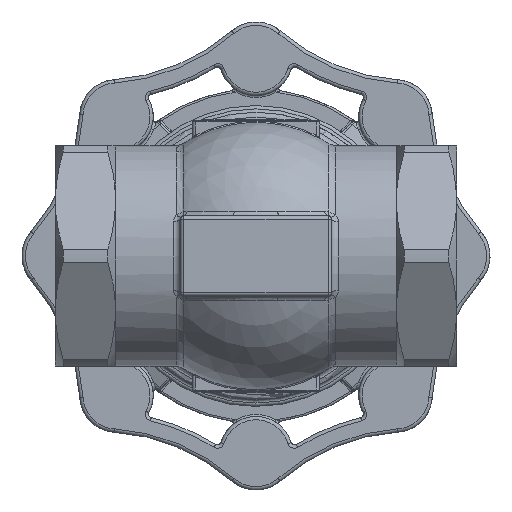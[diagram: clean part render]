
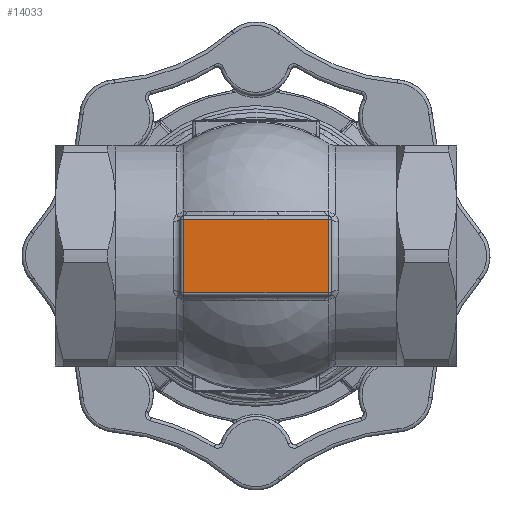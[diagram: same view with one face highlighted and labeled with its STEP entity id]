
A CAD part, front view. The second image highlights one B-rep face of the part: STEP entity #14033.
In plain terms, the highlighted planar face has unit normal (0, -1, 0).
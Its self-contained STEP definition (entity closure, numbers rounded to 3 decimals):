
#5912 = VERTEX_POINT ( 'NONE', #47238 ) ;
#5924 = VERTEX_POINT ( 'NONE', #47252 ) ;
#11305 = VECTOR ( 'NONE', #17234, 1000. ) ;
#11306 = VECTOR ( 'NONE', #17281, 1000. ) ;
#11391 = VECTOR ( 'NONE', #17802, 1000. ) ;
#11508 = VECTOR ( 'NONE', #18275, 1000. ) ;
#14033 = ADVANCED_FACE ( 'NONE', ( #65203 ), #65148, .F. ) ;
#17230 = LINE ( 'NONE', #17232, #11305 ) ;
#17232 = CARTESIAN_POINT ( 'NONE',  ( -11.303, -20., 5.5 ) ) ;
#17234 = DIRECTION ( 'NONE',  ( -1., 0., 0. ) ) ;
#17250 = CARTESIAN_POINT ( 'NONE',  ( 10.803, -20., 6. ) ) ;
#17273 = LINE ( 'NONE', #17250, #11306 ) ;
#17281 = DIRECTION ( 'NONE',  ( 0., 0., 1. ) ) ;
#17799 = LINE ( 'NONE', #17801, #11391 ) ;
#17801 = CARTESIAN_POINT ( 'NONE',  ( 11.303, -20., -5.5 ) ) ;
#17802 = DIRECTION ( 'NONE',  ( 1., 0., 0. ) ) ;
#18170 = LINE ( 'NONE', #18274, #11508 ) ;
#18274 = CARTESIAN_POINT ( 'NONE',  ( -10.803, -20., -6. ) ) ;
#18275 = DIRECTION ( 'NONE',  ( 0., 0., -1. ) ) ;
#18864 = EDGE_CURVE ( 'NONE', #5912, #26552, #17230, .T. ) ;
#18886 = EDGE_CURVE ( 'NONE', #5924, #5912, #17273, .T. ) ;
#19001 = EDGE_CURVE ( 'NONE', #26589, #5924, #17799, .T. ) ;
#19141 = EDGE_CURVE ( 'NONE', #26552, #26589, #18170, .T. ) ;
#26552 = VERTEX_POINT ( 'NONE', #64081 ) ;
#26589 = VERTEX_POINT ( 'NONE', #64076 ) ;
#35974 = ORIENTED_EDGE ( 'NONE', *, *, #19001, .T. ) ;
#35975 = ORIENTED_EDGE ( 'NONE', *, *, #19141, .T. ) ;
#35980 = ORIENTED_EDGE ( 'NONE', *, *, #18886, .T. ) ;
#36095 = ORIENTED_EDGE ( 'NONE', *, *, #18864, .T. ) ;
#38602 = AXIS2_PLACEMENT_3D ( 'NONE', #65245, #65247, #65250 ) ;
#47238 = CARTESIAN_POINT ( 'NONE',  ( 10.803, -20., 5.5 ) ) ;
#47252 = CARTESIAN_POINT ( 'NONE',  ( 10.803, -20., -5.5 ) ) ;
#60723 = EDGE_LOOP ( 'NONE', ( #35975, #35974, #35980, #36095 ) ) ;
#64076 = CARTESIAN_POINT ( 'NONE',  ( -10.803, -20., -5.5 ) ) ;
#64081 = CARTESIAN_POINT ( 'NONE',  ( -10.803, -20., 5.5 ) ) ;
#65148 = PLANE ( 'NONE',  #38602 ) ;
#65203 = FACE_OUTER_BOUND ( 'NONE', #60723, .T. ) ;
#65245 = CARTESIAN_POINT ( 'NONE',  ( 11.303, -20., 6. ) ) ;
#65247 = DIRECTION ( 'NONE',  ( 0., 1., 0. ) ) ;
#65250 = DIRECTION ( 'NONE',  ( 0., 0., 1. ) ) ;
